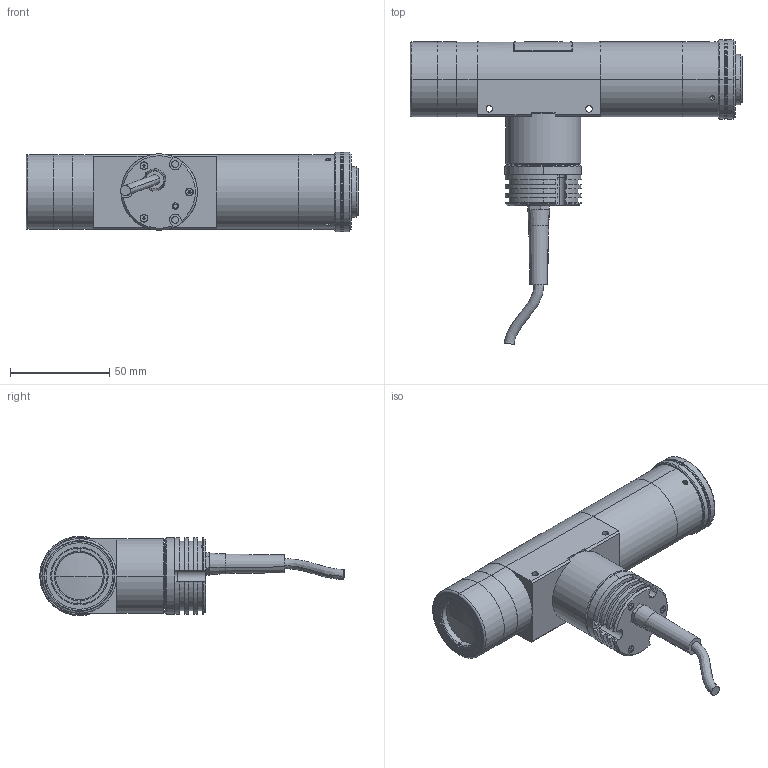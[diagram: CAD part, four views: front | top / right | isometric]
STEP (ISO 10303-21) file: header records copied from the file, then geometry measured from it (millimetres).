
FILE_DESCRIPTION (( 'STEP AP214' ), '1' );
FILE_NAME ('TCCX250.STEP', '2014-07-31T14:45:54', ( '' ), ( '' ), 'SwSTEP 2.0', 'SolidWorks 2013', '' );
FILE_SCHEMA (( 'AUTOMOTIVE_DESIGN' ));
Length unit declared in the file: millimetre
Products named in the file (1): TCCX250
Bounding box: 167.35 x 153.53 x 40 mm (x, y, z)
Surface area: 40981.3 mm2 (no closed solid volume)
Topology: 0 solids, 29 shells, 274 faces, 829 edges, 580 vertices
Faces by surface type: plane 125, cylinder 109, cone 24, torus 12, sphere 2, bspline 2
Entity records: 12889 total; most frequent: CARTESIAN_POINT 2210, DIRECTION 1720, ORIENTED_EDGE 1376, EDGE_CURVE 827, AXIS2_PLACEMENT_3D 652, VERTEX_POINT 580, LINE 416, VECTOR 416
